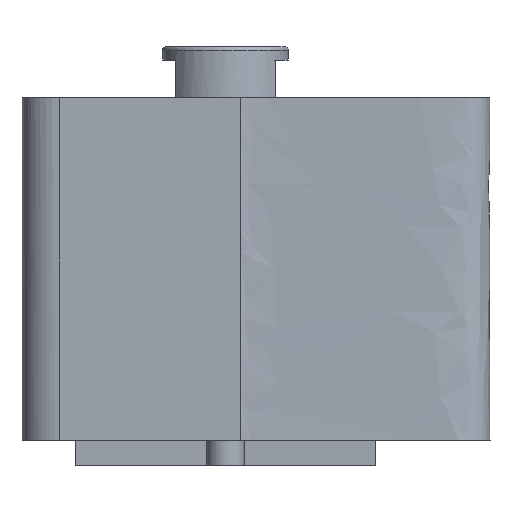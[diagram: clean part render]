
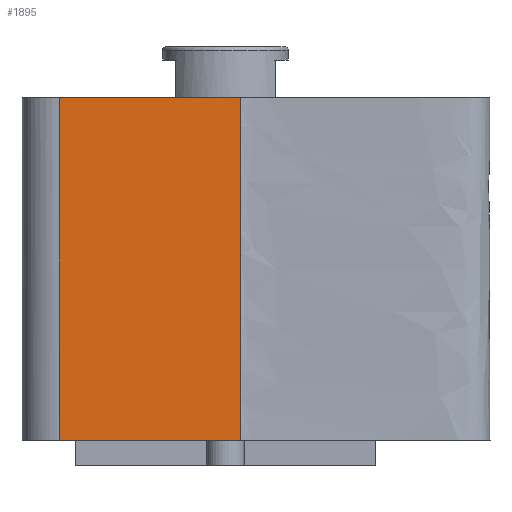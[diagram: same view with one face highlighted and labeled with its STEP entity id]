
A CAD part, front view. The second image highlights one B-rep face of the part: STEP entity #1895.
In plain terms, the highlighted face is planar.
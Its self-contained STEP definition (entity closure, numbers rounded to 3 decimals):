
#152=PLANE('',#2086);
#232=FACE_OUTER_BOUND('',#348,.T.);
#348=EDGE_LOOP('',(#1382,#1383,#1384,#1385));
#498=LINE('',#3077,#678);
#499=LINE('',#3171,#679);
#501=LINE('',#3205,#681);
#503=LINE('',#3208,#683);
#678=VECTOR('',#2301,10.);
#679=VECTOR('',#2302,10.);
#681=VECTOR('',#2306,10.);
#683=VECTOR('',#2310,10.);
#932=VERTEX_POINT('',#2982);
#935=VERTEX_POINT('',#3031);
#937=VERTEX_POINT('',#3139);
#938=VERTEX_POINT('',#3170);
#1109=EDGE_CURVE('',#935,#932,#498,.T.);
#1111=EDGE_CURVE('',#937,#938,#499,.T.);
#1114=EDGE_CURVE('',#937,#932,#501,.T.);
#1116=EDGE_CURVE('',#935,#938,#503,.T.);
#1382=ORIENTED_EDGE('',*,*,#1109,.F.);
#1383=ORIENTED_EDGE('',*,*,#1116,.T.);
#1384=ORIENTED_EDGE('',*,*,#1111,.F.);
#1385=ORIENTED_EDGE('',*,*,#1114,.T.);
#1895=ADVANCED_FACE('',(#232),#152,.T.);
#2086=AXIS2_PLACEMENT_3D('',#3207,#2308,#2309);
#2301=DIRECTION('',(0.,0.,-1.));
#2302=DIRECTION('',(0.,0.,1.));
#2306=DIRECTION('',(-1.,0.,0.));
#2308=DIRECTION('center_axis',(0.,1.,0.));
#2309=DIRECTION('ref_axis',(0.,0.,1.));
#2310=DIRECTION('',(1.,0.,0.));
#2982=CARTESIAN_POINT('',(167.481,97.7,0.));
#3031=CARTESIAN_POINT('',(167.481,97.7,227.93));
#3077=CARTESIAN_POINT('',(167.481,97.7,227.93));
#3139=CARTESIAN_POINT('',(288.021,97.7,0.));
#3170=CARTESIAN_POINT('',(288.021,97.7,227.93));
#3171=CARTESIAN_POINT('',(288.021,97.7,227.93));
#3205=CARTESIAN_POINT('',(0.,97.7,0.));
#3207=CARTESIAN_POINT('Origin',(157.62,97.7,113.965));
#3208=CARTESIAN_POINT('',(315.24,97.7,227.93));
